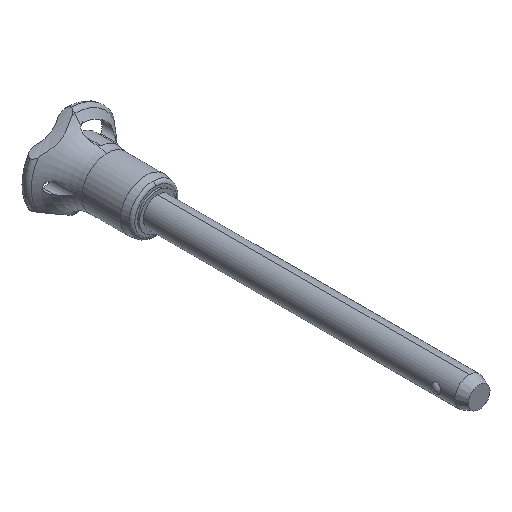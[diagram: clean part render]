
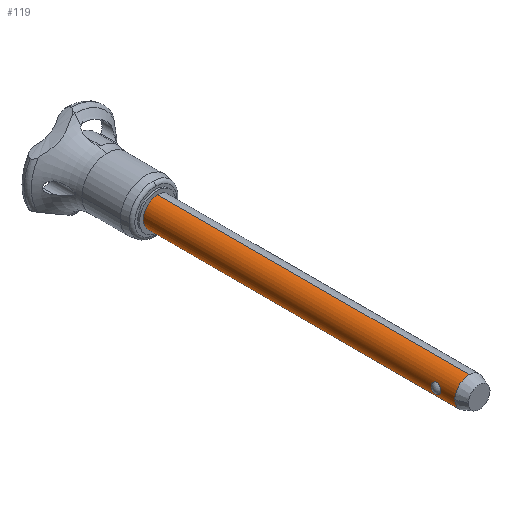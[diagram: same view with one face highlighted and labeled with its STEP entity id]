
A CAD part, isometric view. The second image highlights one B-rep face of the part: STEP entity #119.
In plain terms, the highlighted cylindrical face has radius 3.175 mm (diameter 6.35 mm), a partial arc.
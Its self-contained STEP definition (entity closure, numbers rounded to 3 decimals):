
#119=ADVANCED_FACE('',(#265,#266),#267,.T.);
#265=FACE_OUTER_BOUND('',#437,.T.);
#266=FACE_BOUND('',#438,.T.);
#267=CYLINDRICAL_SURFACE('',#439,3.175);
#437=EDGE_LOOP('',(#729,#730,#731,#732,#733));
#438=EDGE_LOOP('',(#734,#735));
#439=AXIS2_PLACEMENT_3D('',#736,#737,#738);
#729=ORIENTED_EDGE('',*,*,#1162,.F.);
#730=ORIENTED_EDGE('',*,*,#1087,.T.);
#731=ORIENTED_EDGE('',*,*,#1085,.T.);
#732=ORIENTED_EDGE('',*,*,#1163,.F.);
#733=ORIENTED_EDGE('',*,*,#1092,.F.);
#734=ORIENTED_EDGE('',*,*,#1164,.T.);
#735=ORIENTED_EDGE('',*,*,#1165,.T.);
#736=CARTESIAN_POINT('',(0.,-35.433,0.0));
#737=DIRECTION('',(0.,1.0,0.0));
#738=DIRECTION('',(0.0,0.0,-1.0));
#1085=EDGE_CURVE('',#1308,#1314,#1316,.T.);
#1087=EDGE_CURVE('',#1318,#1308,#1319,.T.);
#1092=EDGE_CURVE('',#1324,#1325,#1326,.T.);
#1162=EDGE_CURVE('',#1318,#1324,#1438,.T.);
#1163=EDGE_CURVE('',#1325,#1314,#1439,.T.);
#1164=EDGE_CURVE('',#1440,#1441,#1442,.T.);
#1165=EDGE_CURVE('',#1441,#1440,#1443,.T.);
#1308=VERTEX_POINT('',#1790);
#1314=VERTEX_POINT('',#1798);
#1316=CIRCLE('',#1800,3.175);
#1318=VERTEX_POINT('',#1802);
#1319=CIRCLE('',#1803,3.175);
#1324=VERTEX_POINT('',#1808);
#1325=VERTEX_POINT('',#1809);
#1326=CIRCLE('',#1810,3.175);
#1438=LINE('',#2721,#2722);
#1439=LINE('',#2723,#2724);
#1440=VERTEX_POINT('',#2725);
#1441=VERTEX_POINT('',#2726);
#1442=B_SPLINE_CURVE_WITH_KNOTS('',3,(#2727,#2728,#2729,#2730,#2731,#2732,#2733,#2734,#2735,#2736,#2737,#2738,#2739,#2740,#2741,#2742,#2743,#2744,#2745,#2746,#2747,#2748,#2749,#2750,#2751,#2752),.UNSPECIFIED.,.F.,.F.,(4,2,2,2,2,2,2,2,2,2,2,2,4),(0.0,0.342,0.684,0.852,1.02,1.311,1.601,1.892,2.183,2.351,2.519,2.861,3.203),.UNSPECIFIED.);
#1443=B_SPLINE_CURVE_WITH_KNOTS('',3,(#2753,#2754,#2755,#2756,#2757,#2758,#2759,#2760,#2761,#2762,#2763,#2764,#2765,#2766,#2767,#2768,#2769,#2770,#2771,#2772,#2773,#2774,#2775,#2776,#2777,#2778),.UNSPECIFIED.,.F.,.F.,(4,2,2,2,2,2,2,2,2,2,2,2,4),(3.203,3.545,3.887,4.055,4.223,4.514,4.804,5.095,5.386,5.554,5.722,6.064,6.406),.UNSPECIFIED.);
#1790=CARTESIAN_POINT('',(-3.175,-68.656,0.));
#1798=CARTESIAN_POINT('',(0.,-68.656,3.175));
#1800=AXIS2_PLACEMENT_3D('',#3785,#3786,#3787);
#1802=CARTESIAN_POINT('',(0.,-68.656,-3.175));
#1803=AXIS2_PLACEMENT_3D('',#3788,#3789,#3790);
#1808=CARTESIAN_POINT('',(0.,0.0,-3.175));
#1809=CARTESIAN_POINT('',(0.,0.,3.175));
#1810=AXIS2_PLACEMENT_3D('',#3800,#3801,#3802);
#2721=CARTESIAN_POINT('',(0.,-35.433,-3.175));
#2722=VECTOR('',#3881,1.0);
#2723=CARTESIAN_POINT('',(0.,-35.433,3.175));
#2724=VECTOR('',#3882,1.0);
#2725=CARTESIAN_POINT('',(-2.97,-64.496,1.123));
#2726=CARTESIAN_POINT('',(-2.97,-64.496,-1.123));
#2727=CARTESIAN_POINT('',(-2.97,-64.496,1.123));
#2728=CARTESIAN_POINT('',(-2.97,-64.61,1.123));
#2729=CARTESIAN_POINT('',(-2.979,-64.731,1.1));
#2730=CARTESIAN_POINT('',(-3.011,-64.954,1.01));
#2731=CARTESIAN_POINT('',(-3.033,-65.056,0.942));
#2732=CARTESIAN_POINT('',(-3.065,-65.178,0.828));
#2733=CARTESIAN_POINT('',(-3.077,-65.218,0.783));
#2734=CARTESIAN_POINT('',(-3.1,-65.291,0.687));
#2735=CARTESIAN_POINT('',(-3.111,-65.323,0.636));
#2736=CARTESIAN_POINT('',(-3.136,-65.395,0.503));
#2737=CARTESIAN_POINT('',(-3.151,-65.432,0.405));
#2738=CARTESIAN_POINT('',(-3.17,-65.482,0.202));
#2739=CARTESIAN_POINT('',(-3.175,-65.493,0.097));
#2740=CARTESIAN_POINT('',(-3.175,-65.493,-0.097));
#2741=CARTESIAN_POINT('',(-3.17,-65.482,-0.202));
#2742=CARTESIAN_POINT('',(-3.151,-65.432,-0.405));
#2743=CARTESIAN_POINT('',(-3.136,-65.395,-0.503));
#2744=CARTESIAN_POINT('',(-3.111,-65.323,-0.636));
#2745=CARTESIAN_POINT('',(-3.1,-65.291,-0.687));
#2746=CARTESIAN_POINT('',(-3.077,-65.218,-0.783));
#2747=CARTESIAN_POINT('',(-3.065,-65.178,-0.828));
#2748=CARTESIAN_POINT('',(-3.033,-65.056,-0.942));
#2749=CARTESIAN_POINT('',(-3.011,-64.954,-1.01));
#2750=CARTESIAN_POINT('',(-2.979,-64.731,-1.1));
#2751=CARTESIAN_POINT('',(-2.97,-64.61,-1.123));
#2752=CARTESIAN_POINT('',(-2.97,-64.496,-1.123));
#2753=CARTESIAN_POINT('',(-2.97,-64.496,-1.123));
#2754=CARTESIAN_POINT('',(-2.97,-64.382,-1.123));
#2755=CARTESIAN_POINT('',(-2.979,-64.261,-1.1));
#2756=CARTESIAN_POINT('',(-3.011,-64.039,-1.01));
#2757=CARTESIAN_POINT('',(-3.033,-63.937,-0.942));
#2758=CARTESIAN_POINT('',(-3.065,-63.815,-0.828));
#2759=CARTESIAN_POINT('',(-3.077,-63.775,-0.783));
#2760=CARTESIAN_POINT('',(-3.1,-63.702,-0.687));
#2761=CARTESIAN_POINT('',(-3.111,-63.669,-0.636));
#2762=CARTESIAN_POINT('',(-3.136,-63.598,-0.503));
#2763=CARTESIAN_POINT('',(-3.151,-63.561,-0.405));
#2764=CARTESIAN_POINT('',(-3.17,-63.511,-0.202));
#2765=CARTESIAN_POINT('',(-3.175,-63.5,-0.097));
#2766=CARTESIAN_POINT('',(-3.175,-63.5,0.097));
#2767=CARTESIAN_POINT('',(-3.17,-63.511,0.202));
#2768=CARTESIAN_POINT('',(-3.151,-63.561,0.405));
#2769=CARTESIAN_POINT('',(-3.136,-63.598,0.503));
#2770=CARTESIAN_POINT('',(-3.111,-63.669,0.636));
#2771=CARTESIAN_POINT('',(-3.1,-63.702,0.687));
#2772=CARTESIAN_POINT('',(-3.077,-63.775,0.783));
#2773=CARTESIAN_POINT('',(-3.065,-63.815,0.828));
#2774=CARTESIAN_POINT('',(-3.033,-63.937,0.942));
#2775=CARTESIAN_POINT('',(-3.011,-64.039,1.01));
#2776=CARTESIAN_POINT('',(-2.979,-64.261,1.1));
#2777=CARTESIAN_POINT('',(-2.97,-64.382,1.123));
#2778=CARTESIAN_POINT('',(-2.97,-64.496,1.123));
#3785=CARTESIAN_POINT('',(0.,-68.656,0.0));
#3786=DIRECTION('',(0.,1.0,0.));
#3787=DIRECTION('',(0.,0.,-1.0));
#3788=CARTESIAN_POINT('',(0.,-68.656,0.0));
#3789=DIRECTION('',(0.,1.0,0.));
#3790=DIRECTION('',(0.,0.,-1.0));
#3800=CARTESIAN_POINT('',(0.,0.0,0.0));
#3801=DIRECTION('',(0.,1.0,0.0));
#3802=DIRECTION('',(0.0,0.0,-1.0));
#3881=DIRECTION('',(0.,1.0,0.0));
#3882=DIRECTION('',(0.,-1.0,-0.0));
